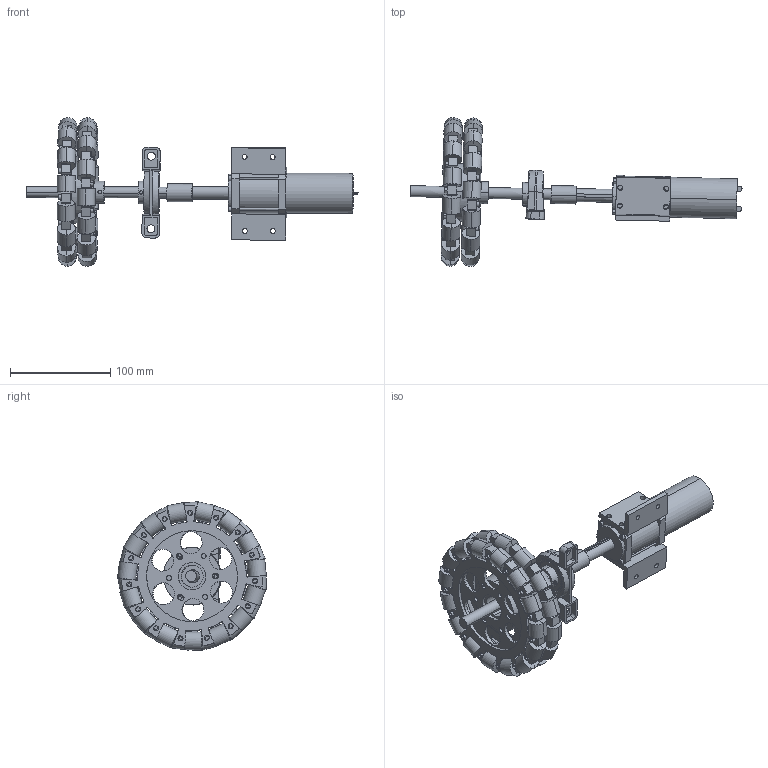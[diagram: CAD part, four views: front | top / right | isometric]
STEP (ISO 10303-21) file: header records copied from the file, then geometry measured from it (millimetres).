
FILE_DESCRIPTION (( 'STEP AP214' ), '1' );
FILE_NAME ('drive MR1.STEP', '2019-02-19T19:49:38', ( '' ), ( '' ), 'SwSTEP 2.0', 'SolidWorks 2017', '' );
FILE_SCHEMA (( 'AUTOMOTIVE_DESIGN' ));
Length unit declared in the file: centimetre
Products named in the file (10): drive MR1; lchannel; Omni Wheel; omni_final; female flange new; Bearing 2; couplor; Drive Motor; shaft 8 mm; motoechannel
Assembly tree (10 placements, depth 3):
  drive MR1
    Bearing 2
    couplor
    motoechannel
      Drive Motor
      lchannel  x2
    shaft 8 mm
    omni_final
      female flange new
      Omni Wheel
Bounding box: 331.86 x 148.96 x 148.39 mm (x, y, z)
Volume: 561993.8 mm3; surface area: 175907 mm2
Topology: 14 solids, 14 shells, 1247 faces, 3263 edges, 2110 vertices
Faces by surface type: plane 641, cylinder 494, cone 79, bspline 20, torus 13
Entity records: 43263 total; most frequent: CARTESIAN_POINT 7961, DIRECTION 6454, ORIENTED_EDGE 6406, EDGE_CURVE 3203, AXIS2_PLACEMENT_3D 2259, VERTEX_POINT 2074, VECTOR 1936, LINE 1936
